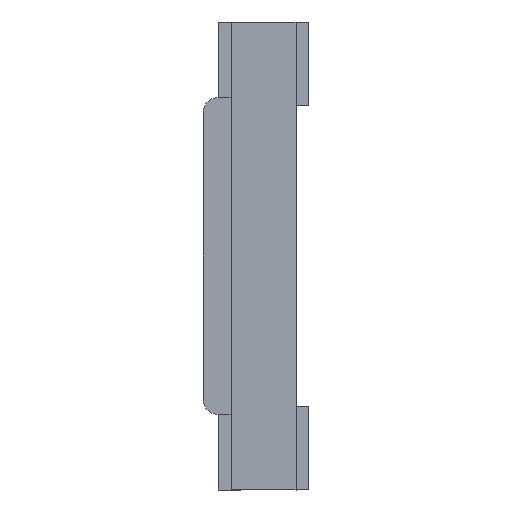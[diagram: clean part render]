
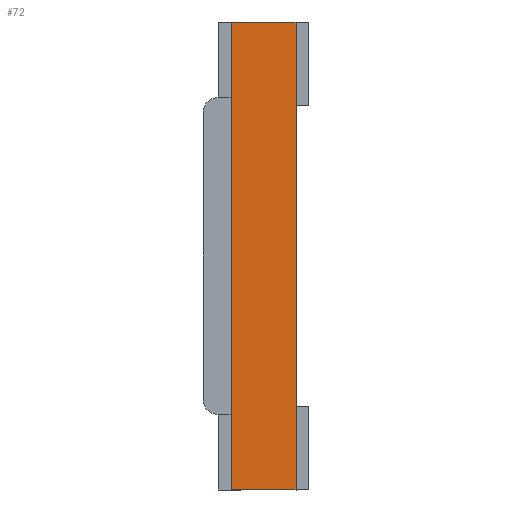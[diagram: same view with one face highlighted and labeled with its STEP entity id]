
A CAD part, left-side view. The second image highlights one B-rep face of the part: STEP entity #72.
In plain terms, the highlighted planar face has unit normal (-1, 0, 0).
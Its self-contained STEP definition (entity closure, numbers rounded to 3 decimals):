
#72 = ADVANCED_FACE ( 'NONE', ( #7288 ), #2849, .T. ) ;
#359 = VERTEX_POINT ( 'NONE', #1172 ) ;
#396 = DIRECTION ( 'NONE',  ( 0., 1., 0. ) ) ;
#426 = ORIENTED_EDGE ( 'NONE', *, *, #5776, .F. ) ;
#516 = DIRECTION ( 'NONE',  ( 0., 0., 1. ) ) ;
#684 = VERTEX_POINT ( 'NONE', #802 ) ;
#802 = CARTESIAN_POINT ( 'NONE',  ( -3.2, 0.515, 1.55 ) ) ;
#1172 = CARTESIAN_POINT ( 'NONE',  ( -3.2, 0.515, -1.55 ) ) ;
#1183 = EDGE_CURVE ( 'NONE', #5594, #6122, #6129, .T. ) ;
#1197 = EDGE_CURVE ( 'NONE', #684, #5594, #1342, .T. ) ;
#1246 = VECTOR ( 'NONE', #6081, 1000. ) ;
#1248 = EDGE_CURVE ( 'NONE', #6122, #359, #1299, .T. ) ;
#1299 = LINE ( 'NONE', #5022, #6247 ) ;
#1342 = LINE ( 'NONE', #5176, #6224 ) ;
#1506 = EDGE_LOOP ( 'NONE', ( #426, #2496, #7292, #5190 ) ) ;
#1858 = AXIS2_PLACEMENT_3D ( 'NONE', #3448, #6255, #516 ) ;
#1998 = CARTESIAN_POINT ( 'NONE',  ( -3.2, 0.515, 1.465 ) ) ;
#2053 = LINE ( 'NONE', #1998, #6954 ) ;
#2496 = ORIENTED_EDGE ( 'NONE', *, *, #1248, .F. ) ;
#2849 = PLANE ( 'NONE',  #1858 ) ;
#3448 = CARTESIAN_POINT ( 'NONE',  ( -3.2, 0., 0. ) ) ;
#4157 = CARTESIAN_POINT ( 'NONE',  ( -3.2, 0.085, 1.465 ) ) ;
#4349 = CARTESIAN_POINT ( 'NONE',  ( -3.2, 0.085, -1.55 ) ) ;
#5022 = CARTESIAN_POINT ( 'NONE',  ( -3.2, 0.515, -1.55 ) ) ;
#5176 = CARTESIAN_POINT ( 'NONE',  ( -3.2, 0.515, 1.55 ) ) ;
#5190 = ORIENTED_EDGE ( 'NONE', *, *, #1197, .F. ) ;
#5581 = DIRECTION ( 'NONE',  ( 0., 0., 1. ) ) ;
#5594 = VERTEX_POINT ( 'NONE', #5819 ) ;
#5776 = EDGE_CURVE ( 'NONE', #359, #684, #2053, .T. ) ;
#5819 = CARTESIAN_POINT ( 'NONE',  ( -3.2, 0.085, 1.55 ) ) ;
#5928 = DIRECTION ( 'NONE',  ( 0., -1., 0. ) ) ;
#6081 = DIRECTION ( 'NONE',  ( 0., 0., -1. ) ) ;
#6122 = VERTEX_POINT ( 'NONE', #4349 ) ;
#6129 = LINE ( 'NONE', #4157, #1246 ) ;
#6224 = VECTOR ( 'NONE', #5928, 1000. ) ;
#6247 = VECTOR ( 'NONE', #396, 1000. ) ;
#6255 = DIRECTION ( 'NONE',  ( -1., 0., 0. ) ) ;
#6954 = VECTOR ( 'NONE', #5581, 1000. ) ;
#7288 = FACE_OUTER_BOUND ( 'NONE', #1506, .T. ) ;
#7292 = ORIENTED_EDGE ( 'NONE', *, *, #1183, .F. ) ;
